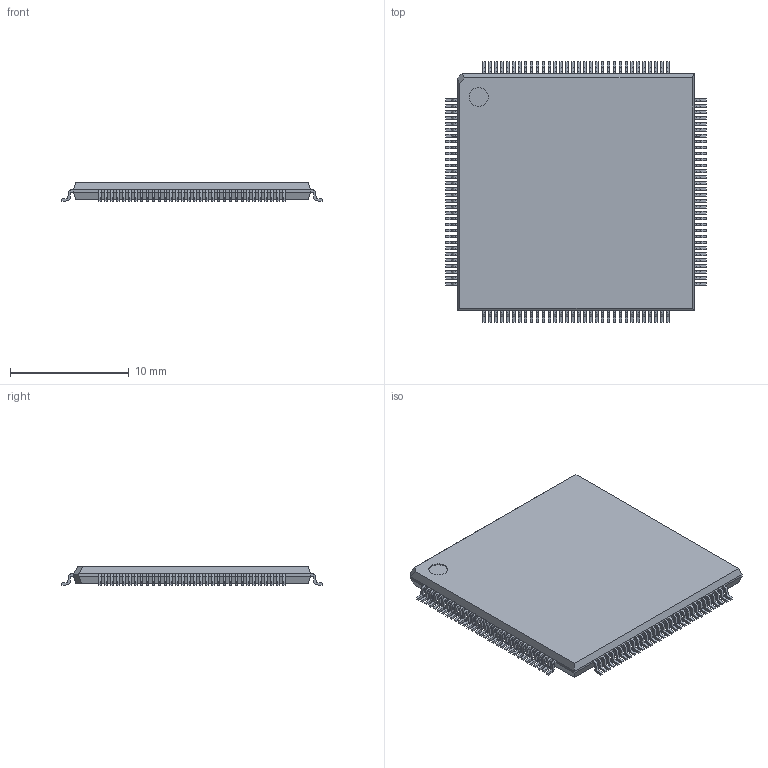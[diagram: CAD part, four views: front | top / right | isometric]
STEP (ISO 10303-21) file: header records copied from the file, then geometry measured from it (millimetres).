
FILE_DESCRIPTION((''),'2;1');
FILE_NAME('QFP50P2200X2200X160-129N-S510.stp','2015-08-17T17:42:42',(''),(''),'Mechanical Desktop 2011','Mechanical Desktop 2011',', , ');
FILE_SCHEMA(('AUTOMOTIVE_DESIGN { 1 2 10303 214 1 1 1 1 }'));
Length unit declared in the file: millimetre
Products named in the file (1): Product
Bounding box: 22 x 22 x 1.6 mm (x, y, z)
Volume: 580 mm3; surface area: 1116.5 mm2
Topology: 130 solids, 130 shells, 1818 faces, 4666 edges, 3109 vertices
Faces by surface type: plane 1304, cylinder 514
Entity records: 54902 total; most frequent: CARTESIAN_POINT 9594, DIRECTION 9332, ORIENTED_EDGE 9332, EDGE_CURVE 4666, VECTOR 3638, LINE 3638, VERTEX_POINT 3109, AXIS2_PLACEMENT_3D 2847
